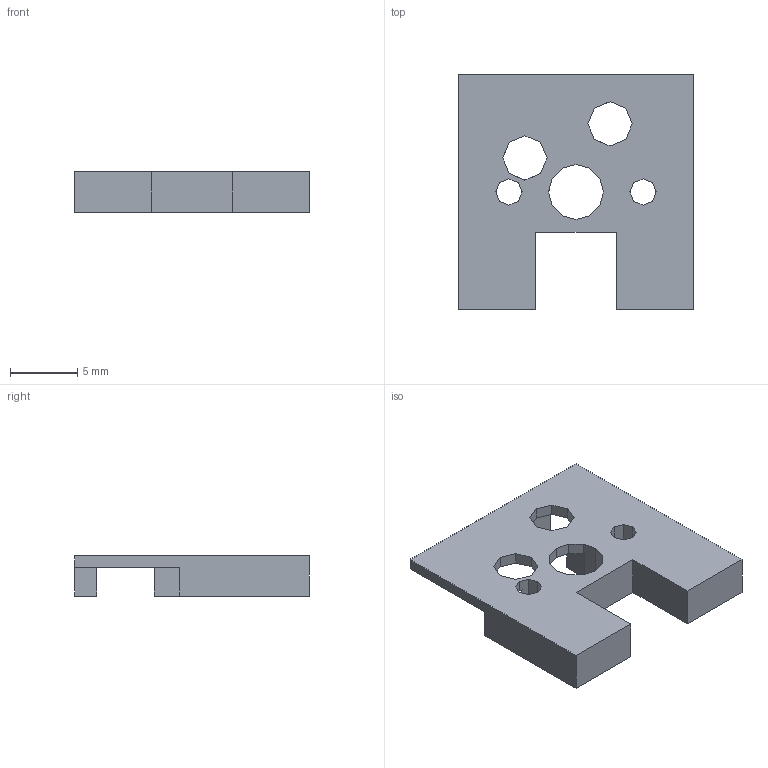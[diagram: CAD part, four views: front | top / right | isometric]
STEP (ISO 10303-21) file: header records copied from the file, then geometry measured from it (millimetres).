
FILE_DESCRIPTION(('FreeCAD Model'),'2;1');
FILE_NAME('Open CASCADE Shape Model','2021-08-24T19:13:04',('Author'),( ''),'Open CASCADE STEP processor 7.5','FreeCAD','Unknown');
FILE_SCHEMA(('AUTOMOTIVE_DESIGN { 1 0 10303 214 1 1 1 1 }'));
Length unit declared in the file: millimetre
Products named in the file (1): difference
Bounding box: 17.5 x 17.5 x 3 mm (x, y, z)
Volume: 518.4 mm3; surface area: 812.5 mm2
Topology: 1 solids, 1 shells, 73 faces, 220 edges, 145 vertices
Faces by surface type: plane 73
Entity records: 5061 total; most frequent: CARTESIAN_POINT 1134, DIRECTION 553, ORIENTED_EDGE 440, PCURVE 440, DEFINITIONAL_REPRESENTATION 440, LINE 405, VECTOR 405, B_SPLINE_CURVE_WITH_KNOTS 255
